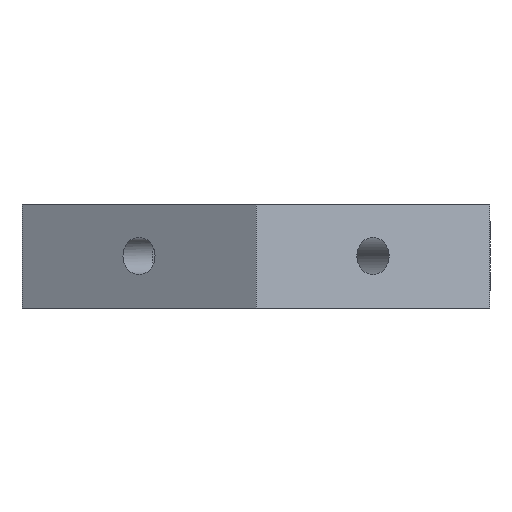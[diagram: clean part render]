
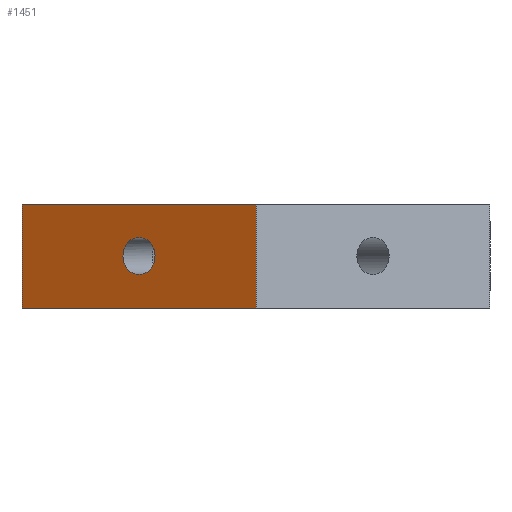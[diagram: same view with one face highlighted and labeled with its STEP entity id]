
A CAD part, left-side view. The second image highlights one B-rep face of the part: STEP entity #1451.
In plain terms, the highlighted planar face has unit normal (-0.866, 0.5, 0).
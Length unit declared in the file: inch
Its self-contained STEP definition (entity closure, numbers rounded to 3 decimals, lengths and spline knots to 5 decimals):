
#19=FACE_BOUND('',#210,.T.);
#63=PLANE('',#1587);
#137=FACE_OUTER_BOUND('',#209,.T.);
#209=EDGE_LOOP('',(#1269,#1270,#1271,#1272));
#210=EDGE_LOOP('',(#1273));
#373=LINE('',#2632,#517);
#374=LINE('',#2635,#518);
#375=LINE('',#2637,#519);
#376=LINE('',#2638,#520);
#517=VECTOR('',#1967,0.3937);
#518=VECTOR('',#1970,0.3937);
#519=VECTOR('',#1971,0.3937);
#520=VECTOR('',#1972,0.3937);
#523=CIRCLE('',#1470,0.0445);
#571=VERTEX_POINT('',#1983);
#711=VERTEX_POINT('',#2628);
#712=VERTEX_POINT('',#2630);
#713=VERTEX_POINT('',#2634);
#714=VERTEX_POINT('',#2636);
#715=EDGE_CURVE('',#571,#571,#523,.T.);
#925=EDGE_CURVE('',#711,#712,#373,.T.);
#926=EDGE_CURVE('',#713,#711,#374,.T.);
#927=EDGE_CURVE('',#714,#712,#375,.T.);
#928=EDGE_CURVE('',#713,#714,#376,.T.);
#1269=ORIENTED_EDGE('',*,*,#926,.T.);
#1270=ORIENTED_EDGE('',*,*,#925,.T.);
#1271=ORIENTED_EDGE('',*,*,#927,.F.);
#1272=ORIENTED_EDGE('',*,*,#928,.F.);
#1273=ORIENTED_EDGE('',*,*,#715,.T.);
#1451=ADVANCED_FACE('',(#137,#19),#63,.T.);
#1470=AXIS2_PLACEMENT_3D('',#1984,#1595,#1596);
#1587=AXIS2_PLACEMENT_3D('',#2633,#1968,#1969);
#1595=DIRECTION('center_axis',(0.866,-0.5,0.));
#1596=DIRECTION('ref_axis',(0.,0.,-1.));
#1967=DIRECTION('',(0.,0.,1.));
#1968=DIRECTION('center_axis',(-0.866,0.5,0.));
#1969=DIRECTION('ref_axis',(-0.5,-0.866,0.));
#1970=DIRECTION('',(-0.5,-0.866,0.));
#1971=DIRECTION('',(-0.5,-0.866,0.));
#1972=DIRECTION('',(0.,0.,1.));
#1983=CARTESIAN_POINT('',(-0.48714,0.28125,0.1695));
#1984=CARTESIAN_POINT('Origin',(-0.48714,0.28125,0.125));
#2628=CARTESIAN_POINT('',(-0.64952,0.,0.));
#2630=CARTESIAN_POINT('',(-0.64952,0.,0.25));
#2632=CARTESIAN_POINT('',(-0.64952,0.,0.));
#2633=CARTESIAN_POINT('Origin',(-0.32476,0.5625,0.));
#2634=CARTESIAN_POINT('',(-0.32476,0.5625,0.));
#2635=CARTESIAN_POINT('',(-0.32476,0.5625,0.));
#2636=CARTESIAN_POINT('',(-0.32476,0.5625,0.25));
#2637=CARTESIAN_POINT('',(-0.32476,0.5625,0.25));
#2638=CARTESIAN_POINT('',(-0.32476,0.5625,0.));
